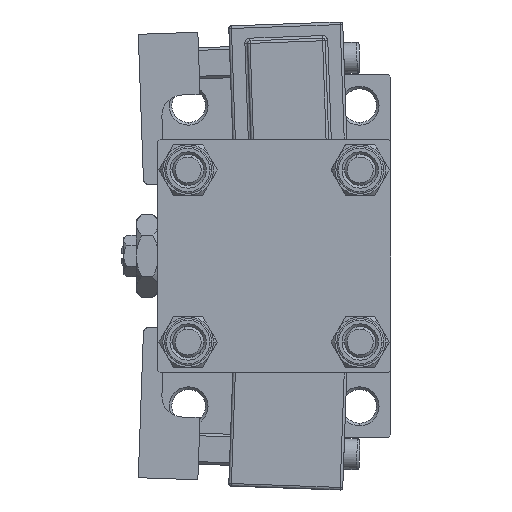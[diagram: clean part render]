
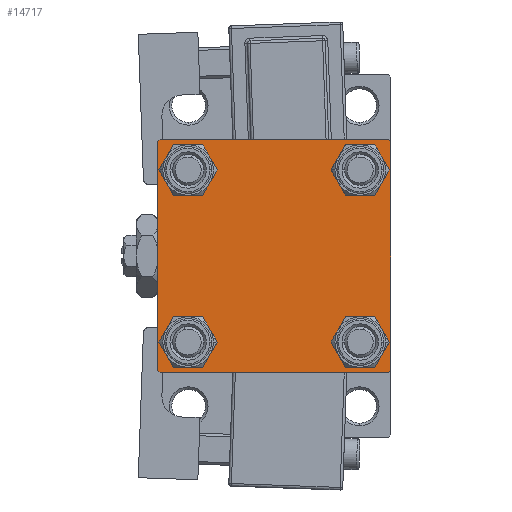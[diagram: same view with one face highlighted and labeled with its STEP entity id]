
A CAD part, left-side view. The second image highlights one B-rep face of the part: STEP entity #14717.
In plain terms, the highlighted planar face has unit normal (-1, 0, 0).
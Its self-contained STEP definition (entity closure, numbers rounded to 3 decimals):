
#223 = ORIENTED_EDGE ( 'NONE', *, *, #46287, .T. ) ;
#425 = CARTESIAN_POINT ( 'NONE',  ( 0., 22.5, 22.5 ) ) ;
#871 = CARTESIAN_POINT ( 'NONE',  ( 0., -16.6, -16.6 ) ) ;
#1190 = CARTESIAN_POINT ( 'NONE',  ( 0., -22.5, -22. ) ) ;
#1222 = DIRECTION ( 'NONE',  ( 0., 0.707, 0.707 ) ) ;
#1328 = EDGE_CURVE ( 'NONE', #2977, #6577, #20537, .T. ) ;
#1694 = AXIS2_PLACEMENT_3D ( 'NONE', #13826, #22139, #18899 ) ;
#2087 = DIRECTION ( 'NONE',  ( 1., 0., 0. ) ) ;
#2089 = ORIENTED_EDGE ( 'NONE', *, *, #39475, .T. ) ;
#2654 = ORIENTED_EDGE ( 'NONE', *, *, #44135, .T. ) ;
#2977 = VERTEX_POINT ( 'NONE', #19051 ) ;
#3029 = VECTOR ( 'NONE', #36992, 1000. ) ;
#3617 = VECTOR ( 'NONE', #12994, 1000. ) ;
#4277 = CARTESIAN_POINT ( 'NONE',  ( 0., -16.6, 20.1 ) ) ;
#4357 = EDGE_CURVE ( 'NONE', #33893, #45834, #34960, .T. ) ;
#5920 = DIRECTION ( 'NONE',  ( 1., 0., 0. ) ) ;
#6133 = AXIS2_PLACEMENT_3D ( 'NONE', #14697, #2087, #19249 ) ;
#6508 = AXIS2_PLACEMENT_3D ( 'NONE', #21423, #42340, #30272 ) ;
#6577 = VERTEX_POINT ( 'NONE', #40434 ) ;
#6807 = CARTESIAN_POINT ( 'NONE',  ( 0., 22., -22.5 ) ) ;
#7008 = CIRCLE ( 'NONE', #38701, 3.5 ) ;
#7014 = DIRECTION ( 'NONE',  ( 0., 0., 1. ) ) ;
#7526 = ORIENTED_EDGE ( 'NONE', *, *, #20760, .T. ) ;
#8237 = CIRCLE ( 'NONE', #6508, 3.5 ) ;
#8609 = VECTOR ( 'NONE', #29014, 1000. ) ;
#9171 = LINE ( 'NONE', #25507, #8609 ) ;
#9408 = CARTESIAN_POINT ( 'NONE',  ( 0., -22., 22.5 ) ) ;
#10133 = FACE_BOUND ( 'NONE', #32524, .T. ) ;
#10849 = DIRECTION ( 'NONE',  ( 0., 0., -1. ) ) ;
#10959 = ORIENTED_EDGE ( 'NONE', *, *, #40450, .F. ) ;
#11830 = CARTESIAN_POINT ( 'NONE',  ( 0., 22.5, 22. ) ) ;
#12994 = DIRECTION ( 'NONE',  ( 0., -0.707, 0.707 ) ) ;
#13373 = FACE_OUTER_BOUND ( 'NONE', #31458, .T. ) ;
#13513 = DIRECTION ( 'NONE',  ( 0., -0.707, -0.707 ) ) ;
#13627 = PLANE ( 'NONE',  #29895 ) ;
#13826 = CARTESIAN_POINT ( 'NONE',  ( 0., 16.6, 16.6 ) ) ;
#14169 = FACE_BOUND ( 'NONE', #46519, .T. ) ;
#14594 = VERTEX_POINT ( 'NONE', #4277 ) ;
#14697 = CARTESIAN_POINT ( 'NONE',  ( 0., -16.6, -16.6 ) ) ;
#14717 = ADVANCED_FACE ( 'NONE', ( #14169, #46603, #46071, #10133, #13373 ), #13627, .T. ) ;
#15077 = CARTESIAN_POINT ( 'NONE',  ( 0., 16.6, -16.6 ) ) ;
#15770 = VECTOR ( 'NONE', #52708, 1000. ) ;
#16159 = ORIENTED_EDGE ( 'NONE', *, *, #24707, .T. ) ;
#16224 = CARTESIAN_POINT ( 'NONE',  ( 0., -22.25, -22.25 ) ) ;
#16335 = LINE ( 'NONE', #29918, #3029 ) ;
#16551 = EDGE_CURVE ( 'NONE', #37054, #14594, #46192, .T. ) ;
#16817 = CARTESIAN_POINT ( 'NONE',  ( 0., 22.25, -22.25 ) ) ;
#17323 = CARTESIAN_POINT ( 'NONE',  ( 0., -22.25, 22.25 ) ) ;
#17913 = AXIS2_PLACEMENT_3D ( 'NONE', #50157, #5920, #38366 ) ;
#17948 = ORIENTED_EDGE ( 'NONE', *, *, #1328, .T. ) ;
#18899 = DIRECTION ( 'NONE',  ( 0., 0., 1. ) ) ;
#19051 = CARTESIAN_POINT ( 'NONE',  ( 0., 16.6, 13.1 ) ) ;
#19249 = DIRECTION ( 'NONE',  ( 0., 0., 1. ) ) ;
#19270 = CARTESIAN_POINT ( 'NONE',  ( 0., 22.5, -22. ) ) ;
#19618 = DIRECTION ( 'NONE',  ( 0., 0., 1. ) ) ;
#19679 = AXIS2_PLACEMENT_3D ( 'NONE', #871, #48692, #50453 ) ;
#20537 = CIRCLE ( 'NONE', #1694, 3.5 ) ;
#20760 = EDGE_CURVE ( 'NONE', #26736, #39627, #29984, .T. ) ;
#20780 = EDGE_CURVE ( 'NONE', #35840, #28730, #40381, .T. ) ;
#20923 = CARTESIAN_POINT ( 'NONE',  ( 0., -16.6, 16.6 ) ) ;
#20973 = EDGE_LOOP ( 'NONE', ( #49575, #16159 ) ) ;
#21257 = VERTEX_POINT ( 'NONE', #49629 ) ;
#21277 = EDGE_LOOP ( 'NONE', ( #26555, #2089 ) ) ;
#21423 = CARTESIAN_POINT ( 'NONE',  ( 0., 16.6, 16.6 ) ) ;
#21704 = AXIS2_PLACEMENT_3D ( 'NONE', #20923, #37280, #32738 ) ;
#22139 = DIRECTION ( 'NONE',  ( 1., 0., 0. ) ) ;
#22227 = VERTEX_POINT ( 'NONE', #41990 ) ;
#23083 = CARTESIAN_POINT ( 'NONE',  ( 0., 22., 22.5 ) ) ;
#23705 = CARTESIAN_POINT ( 'NONE',  ( 0., -22.5, 22.5 ) ) ;
#24268 = CIRCLE ( 'NONE', #21704, 3.5 ) ;
#24274 = CARTESIAN_POINT ( 'NONE',  ( 0., -16.6, 13.1 ) ) ;
#24707 = EDGE_CURVE ( 'NONE', #21257, #50749, #7008, .T. ) ;
#24841 = AXIS2_PLACEMENT_3D ( 'NONE', #15077, #40251, #19618 ) ;
#25507 = CARTESIAN_POINT ( 'NONE',  ( 0., 22.5, -22.5 ) ) ;
#25680 = DIRECTION ( 'NONE',  ( -1., 0., 0. ) ) ;
#25958 = CARTESIAN_POINT ( 'NONE',  ( 0., 22.25, 22.25 ) ) ;
#26475 = CARTESIAN_POINT ( 'NONE',  ( 0., 0., 0. ) ) ;
#26555 = ORIENTED_EDGE ( 'NONE', *, *, #20780, .T. ) ;
#26736 = VERTEX_POINT ( 'NONE', #23083 ) ;
#27600 = EDGE_CURVE ( 'NONE', #14594, #37054, #24268, .T. ) ;
#28730 = VERTEX_POINT ( 'NONE', #36901 ) ;
#29014 = DIRECTION ( 'NONE',  ( 0., -1., 0. ) ) ;
#29131 = EDGE_CURVE ( 'NONE', #39627, #33893, #32112, .T. ) ;
#29313 = EDGE_CURVE ( 'NONE', #45340, #35157, #38483, .T. ) ;
#29895 = AXIS2_PLACEMENT_3D ( 'NONE', #26475, #25680, #42043 ) ;
#29918 = CARTESIAN_POINT ( 'NONE',  ( 0., 22.5, 22.5 ) ) ;
#29984 = LINE ( 'NONE', #25958, #48950 ) ;
#30272 = DIRECTION ( 'NONE',  ( 0., 0., 1. ) ) ;
#30822 = ORIENTED_EDGE ( 'NONE', *, *, #27600, .T. ) ;
#31458 = EDGE_LOOP ( 'NONE', ( #33637, #35126, #2654, #223, #10959, #48314, #45495, #7526 ) ) ;
#32085 = EDGE_CURVE ( 'NONE', #26736, #35157, #16335, .T. ) ;
#32112 = LINE ( 'NONE', #425, #15770 ) ;
#32524 = EDGE_LOOP ( 'NONE', ( #47069, #17948 ) ) ;
#32738 = DIRECTION ( 'NONE',  ( 0., 0., 1. ) ) ;
#33518 = VECTOR ( 'NONE', #13513, 1000. ) ;
#33637 = ORIENTED_EDGE ( 'NONE', *, *, #29131, .T. ) ;
#33771 = VECTOR ( 'NONE', #1222, 1000. ) ;
#33893 = VERTEX_POINT ( 'NONE', #19270 ) ;
#34960 = LINE ( 'NONE', #16817, #33518 ) ;
#35126 = ORIENTED_EDGE ( 'NONE', *, *, #4357, .T. ) ;
#35157 = VERTEX_POINT ( 'NONE', #9408 ) ;
#35840 = VERTEX_POINT ( 'NONE', #39044 ) ;
#35959 = CARTESIAN_POINT ( 'NONE',  ( 0., 16.6, -16.6 ) ) ;
#36397 = EDGE_CURVE ( 'NONE', #6577, #2977, #8237, .T. ) ;
#36901 = CARTESIAN_POINT ( 'NONE',  ( 0., -16.6, -20.1 ) ) ;
#36992 = DIRECTION ( 'NONE',  ( 0., -1., 0. ) ) ;
#37054 = VERTEX_POINT ( 'NONE', #24274 ) ;
#37280 = DIRECTION ( 'NONE',  ( 1., 0., 0. ) ) ;
#37527 = VERTEX_POINT ( 'NONE', #1190 ) ;
#38366 = DIRECTION ( 'NONE',  ( 0., 0., 1. ) ) ;
#38483 = LINE ( 'NONE', #17323, #33771 ) ;
#38701 = AXIS2_PLACEMENT_3D ( 'NONE', #35959, #43745, #7014 ) ;
#39044 = CARTESIAN_POINT ( 'NONE',  ( 0., -16.6, -13.1 ) ) ;
#39455 = CARTESIAN_POINT ( 'NONE',  ( 0., 16.6, -13.1 ) ) ;
#39475 = EDGE_CURVE ( 'NONE', #28730, #35840, #43675, .T. ) ;
#39481 = ORIENTED_EDGE ( 'NONE', *, *, #16551, .T. ) ;
#39627 = VERTEX_POINT ( 'NONE', #11830 ) ;
#39649 = EDGE_CURVE ( 'NONE', #50749, #21257, #47073, .T. ) ;
#40251 = DIRECTION ( 'NONE',  ( 1., 0., 0. ) ) ;
#40381 = CIRCLE ( 'NONE', #6133, 3.5 ) ;
#40434 = CARTESIAN_POINT ( 'NONE',  ( 0., 16.6, 20.1 ) ) ;
#40450 = EDGE_CURVE ( 'NONE', #45340, #37527, #47585, .T. ) ;
#40895 = LINE ( 'NONE', #16224, #3617 ) ;
#41990 = CARTESIAN_POINT ( 'NONE',  ( 0., -22., -22.5 ) ) ;
#42043 = DIRECTION ( 'NONE',  ( 0., 0., 1. ) ) ;
#42340 = DIRECTION ( 'NONE',  ( 1., 0., 0. ) ) ;
#42587 = DIRECTION ( 'NONE',  ( 0., 0.707, -0.707 ) ) ;
#43675 = CIRCLE ( 'NONE', #19679, 3.5 ) ;
#43745 = DIRECTION ( 'NONE',  ( 1., 0., 0. ) ) ;
#44135 = EDGE_CURVE ( 'NONE', #45834, #22227, #9171, .T. ) ;
#45340 = VERTEX_POINT ( 'NONE', #52287 ) ;
#45495 = ORIENTED_EDGE ( 'NONE', *, *, #32085, .F. ) ;
#45834 = VERTEX_POINT ( 'NONE', #6807 ) ;
#46071 = FACE_BOUND ( 'NONE', #20973, .T. ) ;
#46192 = CIRCLE ( 'NONE', #17913, 3.5 ) ;
#46287 = EDGE_CURVE ( 'NONE', #22227, #37527, #40895, .T. ) ;
#46519 = EDGE_LOOP ( 'NONE', ( #30822, #39481 ) ) ;
#46603 = FACE_BOUND ( 'NONE', #21277, .T. ) ;
#47069 = ORIENTED_EDGE ( 'NONE', *, *, #36397, .T. ) ;
#47073 = CIRCLE ( 'NONE', #24841, 3.5 ) ;
#47585 = LINE ( 'NONE', #23705, #48830 ) ;
#48314 = ORIENTED_EDGE ( 'NONE', *, *, #29313, .T. ) ;
#48692 = DIRECTION ( 'NONE',  ( 1., 0., 0. ) ) ;
#48830 = VECTOR ( 'NONE', #10849, 1000. ) ;
#48950 = VECTOR ( 'NONE', #42587, 1000. ) ;
#49575 = ORIENTED_EDGE ( 'NONE', *, *, #39649, .T. ) ;
#49629 = CARTESIAN_POINT ( 'NONE',  ( 0., 16.6, -20.1 ) ) ;
#50157 = CARTESIAN_POINT ( 'NONE',  ( 0., -16.6, 16.6 ) ) ;
#50453 = DIRECTION ( 'NONE',  ( 0., 0., 1. ) ) ;
#50749 = VERTEX_POINT ( 'NONE', #39455 ) ;
#52287 = CARTESIAN_POINT ( 'NONE',  ( 0., -22.5, 22. ) ) ;
#52708 = DIRECTION ( 'NONE',  ( 0., 0., -1. ) ) ;
